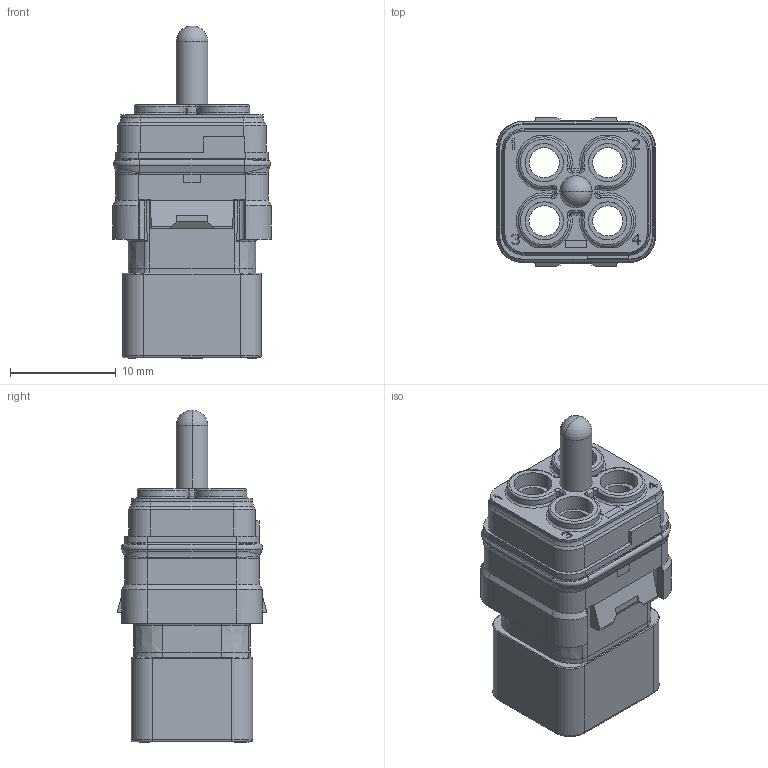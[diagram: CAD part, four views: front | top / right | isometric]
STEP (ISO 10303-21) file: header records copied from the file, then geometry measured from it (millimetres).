
FILE_DESCRIPTION((''),'2;1');
FILE_NAME('SIMEO04ELPD','2020-01-13T',('presta_be4'),(''),'CREO PARAMETRIC BY PTC INC, 2018360','CREO PARAMETRIC BY PTC INC, 2018360','');
FILE_SCHEMA(('CONFIG_CONTROL_DESIGN'));
Length unit declared in the file: millimetre
Products named in the file (1): SIMEO04ELPD
Bounding box: 15 x 14.1 x 31.4 mm (x, y, z)
Volume: 2394.8 mm3; surface area: 3142.3 mm2
Topology: 1 solids, 1 shells, 785 faces, 2057 edges, 1296 vertices
Faces by surface type: plane 459, cylinder 164, torus 66, cone 50, bspline 36, sphere 10
Entity records: 26488 total; most frequent: CARTESIAN_POINT 7319, ORIENTED_EDGE 4106, DIRECTION 3841, EDGE_CURVE 2053, VECTOR 1347, LINE 1347, VERTEX_POINT 1296, AXIS2_PLACEMENT_3D 1247
